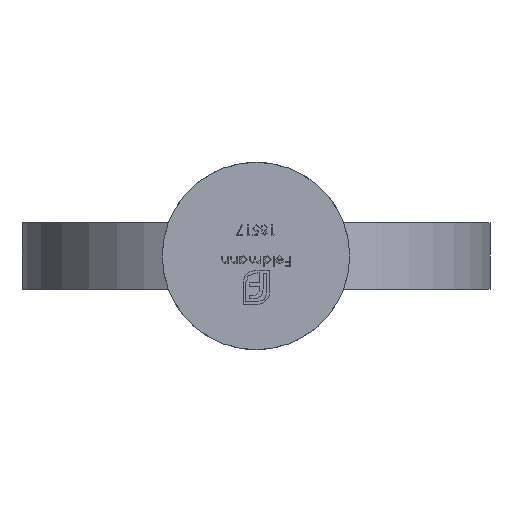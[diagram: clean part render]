
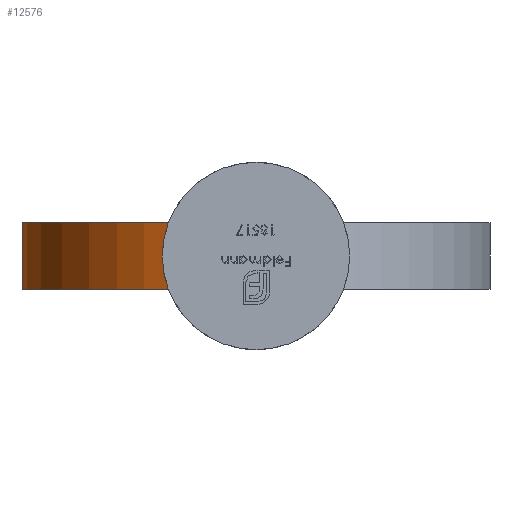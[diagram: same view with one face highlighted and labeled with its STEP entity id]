
A CAD part, front view. The second image highlights one B-rep face of the part: STEP entity #12576.
In plain terms, the highlighted free-form (B-spline) face has degree [3, 1] with [4, 2] control points.
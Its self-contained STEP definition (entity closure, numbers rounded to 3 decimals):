
#62 = CARTESIAN_POINT ( 'NONE',  ( -14.272, 32.565, -2.5 ) ) ;
#539 = CARTESIAN_POINT ( 'NONE',  ( -2.5, 0.041, -2.5 ) ) ;
#1015 = CARTESIAN_POINT ( 'NONE',  ( -16.91, 2.291, -2.5 ) ) ;
#1099 = B_SPLINE_CURVE_WITH_KNOTS ( 'NONE', 3,
 ( #6894, #4689, #7948, #2605, #10054, #13100 ),
 .UNSPECIFIED., .F., .F.,
 ( 4, 2, 4 ),
 ( 0., 0., 0.001 ),
 .UNSPECIFIED. ) ;
#1288 = VERTEX_POINT ( 'NONE', #5716 ) ;
#1313 = DIRECTION ( 'NONE',  ( 0., 0., -1. ) ) ;
#1381 =( BOUNDED_CURVE ( )  B_SPLINE_CURVE ( 3, ( #10450, #2102, #4207, #5224 ),
 .UNSPECIFIED., .F., .T. ) 
 B_SPLINE_CURVE_WITH_KNOTS ( ( 4, 4 ),
 ( 0.954, 2.998 ),
 .UNSPECIFIED. ) 
 CURVE ( )  GEOMETRIC_REPRESENTATION_ITEM ( )  RATIONAL_B_SPLINE_CURVE ( ( 1., 0.681, 0.681, 1. ) ) 
 REPRESENTATION_ITEM ( '' )  );
#1883 = CARTESIAN_POINT ( 'NONE',  ( -22.808, 18.311, 2.5 ) ) ;
#2014 = CARTESIAN_POINT ( 'NONE',  ( -2.287, 0.006, 2.5 ) ) ;
#2102 = CARTESIAN_POINT ( 'NONE',  ( -22.732, 18.437, 2.5 ) ) ;
#2278 = CARTESIAN_POINT ( 'NONE',  ( -2.631, 0.063, -2.5 ) ) ;
#2605 = CARTESIAN_POINT ( 'NONE',  ( -2.76, 0.087, 2.447 ) ) ;
#3233 = CARTESIAN_POINT ( 'NONE',  ( -2.759, 0.087, -2.447 ) ) ;
#3280 = CARTESIAN_POINT ( 'NONE',  ( -3., 0.135, -2. ) ) ;
#3602 = CARTESIAN_POINT ( 'NONE',  ( -16.969, 2.516, -2.5 ) ) ;
#3878 = VERTEX_POINT ( 'NONE', #9765 ) ;
#3971 = EDGE_CURVE ( 'NONE', #1288, #10022, #1099, .T. ) ;
#4207 = CARTESIAN_POINT ( 'NONE',  ( -16.969, 2.516, 2.5 ) ) ;
#4471 = ORIENTED_EDGE ( 'NONE', *, *, #12738, .T. ) ;
#4664 = ORIENTED_EDGE ( 'NONE', *, *, #6668, .T. ) ;
#4689 = CARTESIAN_POINT ( 'NONE',  ( -3., 0.135, 2.133 ) ) ;
#4808 = FACE_OUTER_BOUND ( 'NONE', #11079, .T. ) ;
#5097 = CARTESIAN_POINT ( 'NONE',  ( -22.808, 18.311, -2.5 ) ) ;
#5177 = CARTESIAN_POINT ( 'NONE',  ( -2.287, 0.006, -2.5 ) ) ;
#5224 = CARTESIAN_POINT ( 'NONE',  ( -2.5, 0.041, 2.5 ) ) ;
#5373 = DIRECTION ( 'NONE',  ( 0., 0., 1. ) ) ;
#5532 = CARTESIAN_POINT ( 'NONE',  ( -2.945, 0.124, -2.263 ) ) ;
#5716 = CARTESIAN_POINT ( 'NONE',  ( -3., 0.135, 2. ) ) ;
#5754 = CARTESIAN_POINT ( 'NONE',  ( -14.272, 32.565, -2.5 ) ) ;
#6562 = VERTEX_POINT ( 'NONE', #8312 ) ;
#6668 = EDGE_CURVE ( 'NONE', #3878, #6796, #8543, .T. ) ;
#6796 = VERTEX_POINT ( 'NONE', #9915 ) ;
#6894 = CARTESIAN_POINT ( 'NONE',  ( -3., 0.135, 2. ) ) ;
#7108 = CARTESIAN_POINT ( 'NONE',  ( -14.272, 32.565, 2.5 ) ) ;
#7244 =( BOUNDED_CURVE ( )  B_SPLINE_CURVE ( 3, ( #5754, #9883, #3602, #539 ),
 .UNSPECIFIED., .F., .F. ) 
 B_SPLINE_CURVE_WITH_KNOTS ( ( 4, 4 ),
 ( 0.954, 2.998 ),
 .UNSPECIFIED. ) 
 CURVE ( )  GEOMETRIC_REPRESENTATION_ITEM ( )  RATIONAL_B_SPLINE_CURVE ( ( 1., 0.681, 0.681, 1. ) ) 
 REPRESENTATION_ITEM ( '' )  );
#7409 = ORIENTED_EDGE ( 'NONE', *, *, #11048, .T. ) ;
#7521 = CARTESIAN_POINT ( 'NONE',  ( -3., 0.135, 2.5 ) ) ;
#7597 = ORIENTED_EDGE ( 'NONE', *, *, #3971, .T. ) ;
#7666 = VECTOR ( 'NONE', #1313, 1000. ) ;
#7948 = CARTESIAN_POINT ( 'NONE',  ( -2.945, 0.124, 2.263 ) ) ;
#8145 = ORIENTED_EDGE ( 'NONE', *, *, #9116, .T. ) ;
#8312 = CARTESIAN_POINT ( 'NONE',  ( -14.272, 32.565, 2.5 ) ) ;
#8543 = B_SPLINE_CURVE_WITH_KNOTS ( 'NONE', 3,
 ( #9648, #2278, #3233, #5532, #10725, #3280 ),
 .UNSPECIFIED., .F., .F.,
 ( 4, 2, 4 ),
 ( 0., 0., 0.001 ),
 .UNSPECIFIED. ) ;
#8778 = CARTESIAN_POINT ( 'NONE',  ( -2.5, 0.041, 2.5 ) ) ;
#9116 = EDGE_CURVE ( 'NONE', #6562, #10658, #13374, .T. ) ;
#9240 = CARTESIAN_POINT ( 'NONE',  ( -14.272, 32.565, -2.5 ) ) ;
#9648 = CARTESIAN_POINT ( 'NONE',  ( -2.5, 0.041, -2.5 ) ) ;
#9765 = CARTESIAN_POINT ( 'NONE',  ( -2.5, 0.041, -2.5 ) ) ;
#9883 = CARTESIAN_POINT ( 'NONE',  ( -22.732, 18.437, -2.5 ) ) ;
#9915 = CARTESIAN_POINT ( 'NONE',  ( -3., 0.135, -2. ) ) ;
#10022 = VERTEX_POINT ( 'NONE', #8778 ) ;
#10024 = ORIENTED_EDGE ( 'NONE', *, *, #12878, .F. ) ;
#10054 = CARTESIAN_POINT ( 'NONE',  ( -2.631, 0.063, 2.5 ) ) ;
#10230 = CARTESIAN_POINT ( 'NONE',  ( -16.91, 2.291, 2.5 ) ) ;
#10450 = CARTESIAN_POINT ( 'NONE',  ( -14.272, 32.565, 2.5 ) ) ;
#10569 = VECTOR ( 'NONE', #5373, 1000. ) ;
#10658 = VERTEX_POINT ( 'NONE', #62 ) ;
#10725 = CARTESIAN_POINT ( 'NONE',  ( -3., 0.135, -2.133 ) ) ;
#11048 = EDGE_CURVE ( 'NONE', #10658, #3878, #7244, .T. ) ;
#11079 = EDGE_LOOP ( 'NONE', ( #7409, #4664, #4471, #7597, #10024, #8145 ) ) ;
#11716 =( BOUNDED_SURFACE ( )  B_SPLINE_SURFACE ( 3, 1, ( 
 ( #7108, #9240 ),
 ( #1883, #5097 ),
 ( #10230, #1015 ),
 ( #2014, #5177 ) ),
 .UNSPECIFIED., .F., .F., .F. ) 
 B_SPLINE_SURFACE_WITH_KNOTS ( ( 4, 4 ),
 ( 2, 2 ),
 ( 0., 1. ),
 ( 0., 1. ),
 .UNSPECIFIED. ) 
 GEOMETRIC_REPRESENTATION_ITEM ( )  RATIONAL_B_SPLINE_SURFACE ( (
 ( 1., 1.),
 ( 0.677, 0.677),
 ( 0.677, 0.677),
 ( 1., 1.) ) ) 
 REPRESENTATION_ITEM ( '' )  SURFACE ( )  );
#12576 = ADVANCED_FACE ( 'NONE', ( #4808 ), #11716, .F. ) ;
#12738 = EDGE_CURVE ( 'NONE', #6796, #1288, #13322, .T. ) ;
#12781 = CARTESIAN_POINT ( 'NONE',  ( -14.272, 32.565, 2.5 ) ) ;
#12878 = EDGE_CURVE ( 'NONE', #6562, #10022, #1381, .T. ) ;
#13100 = CARTESIAN_POINT ( 'NONE',  ( -2.5, 0.041, 2.5 ) ) ;
#13322 = LINE ( 'NONE', #7521, #10569 ) ;
#13374 = LINE ( 'NONE', #12781, #7666 ) ;
